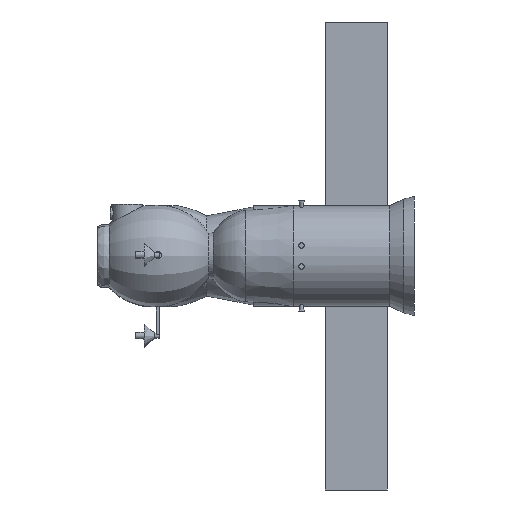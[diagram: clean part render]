
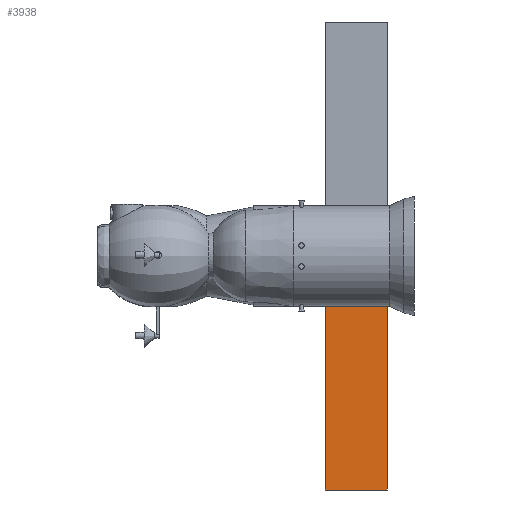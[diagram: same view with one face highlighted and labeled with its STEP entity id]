
A CAD part, left-side view. The second image highlights one B-rep face of the part: STEP entity #3938.
In plain terms, the highlighted planar face has unit normal (-1, 0, 0).
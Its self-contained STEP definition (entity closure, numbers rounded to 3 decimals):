
#310=FACE_OUTER_BOUND('',#581,.T.);
#581=EDGE_LOOP('',(#2944,#2945,#2946,#2947));
#785=LINE('',#7106,#1165);
#846=LINE('',#8092,#1226);
#933=LINE('',#8267,#1313);
#935=LINE('',#8270,#1315);
#1165=VECTOR('',#4648,10.);
#1226=VECTOR('',#4787,10.);
#1313=VECTOR('',#4952,10.);
#1315=VECTOR('',#4956,10.);
#1662=VERTEX_POINT('',#7103);
#1663=VERTEX_POINT('',#7105);
#1730=VERTEX_POINT('',#8085);
#1733=VERTEX_POINT('',#8090);
#2036=EDGE_CURVE('',#1662,#1663,#785,.T.);
#2128=EDGE_CURVE('',#1733,#1730,#846,.F.);
#2215=EDGE_CURVE('',#1733,#1663,#933,.T.);
#2217=EDGE_CURVE('',#1730,#1662,#935,.F.);
#2944=ORIENTED_EDGE('',*,*,#2036,.F.);
#2945=ORIENTED_EDGE('',*,*,#2217,.F.);
#2946=ORIENTED_EDGE('',*,*,#2128,.F.);
#2947=ORIENTED_EDGE('',*,*,#2215,.T.);
#3716=PLANE('',#4264);
#3938=ADVANCED_FACE('',(#310),#3716,.T.);
#4264=AXIS2_PLACEMENT_3D('',#8269,#4954,#4955);
#4648=DIRECTION('',(0.,-1.,0.));
#4787=DIRECTION('',(0.,-1.,0.));
#4952=DIRECTION('',(0.,0.,1.));
#4954=DIRECTION('center_axis',(-1.,0.,0.));
#4955=DIRECTION('ref_axis',(0.,-1.,0.));
#4956=DIRECTION('',(0.,0.,-1.));
#7103=CARTESIAN_POINT('',(-0.5,-59.365,-11.369));
#7105=CARTESIAN_POINT('',(-0.5,-73.456,-11.369));
#7106=CARTESIAN_POINT('',(-0.5,-63.06,-11.369));
#8085=CARTESIAN_POINT('',(-0.5,-59.365,-53.));
#8090=CARTESIAN_POINT('',(-0.5,-73.456,-53.));
#8092=CARTESIAN_POINT('',(-0.5,-62.888,-53.));
#8267=CARTESIAN_POINT('',(-0.5,-73.456,0.));
#8269=CARTESIAN_POINT('Origin',(-0.5,-59.365,0.));
#8270=CARTESIAN_POINT('',(-0.5,-59.365,0.));
